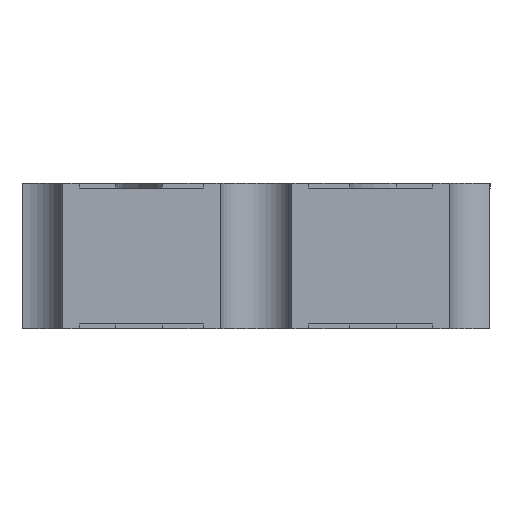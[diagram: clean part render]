
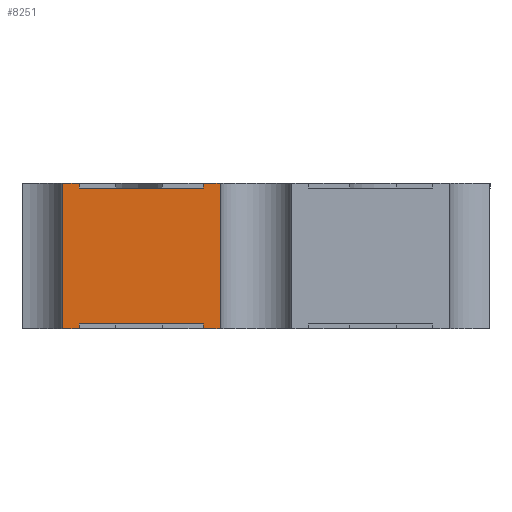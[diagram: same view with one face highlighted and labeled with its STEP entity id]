
A CAD part, left-side view. The second image highlights one B-rep face of the part: STEP entity #8251.
In plain terms, the highlighted planar face has unit normal (-1, 0, 0).
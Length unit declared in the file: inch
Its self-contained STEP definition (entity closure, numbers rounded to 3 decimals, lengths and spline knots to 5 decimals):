
#139 = VERTEX_POINT ( 'NONE', #8772 ) ;
#293 = DIRECTION ( 'NONE',  ( 0., 1., 0. ) ) ;
#370 = VECTOR ( 'NONE', #10113, 39.37008 ) ;
#378 = DIRECTION ( 'NONE',  ( 0., 1., 0. ) ) ;
#454 = CARTESIAN_POINT ( 'NONE',  ( -0.125, 0.0153, 0. ) ) ;
#536 = CARTESIAN_POINT ( 'NONE',  ( -0.125, 0.0225, 0.002 ) ) ;
#689 = DIRECTION ( 'NONE',  ( 0., 0., -1. ) ) ;
#907 = EDGE_CURVE ( 'NONE', #5126, #4503, #8497, .T. ) ;
#1273 = LINE ( 'NONE', #5763, #370 ) ;
#1460 = DIRECTION ( 'NONE',  ( 0., 0., 1. ) ) ;
#1530 = VECTOR ( 'NONE', #378, 39.37008 ) ;
#1767 = CARTESIAN_POINT ( 'NONE',  ( -0.125, 0.0153, 0.002 ) ) ;
#1808 = CARTESIAN_POINT ( 'NONE',  ( -0.125, 0.0153, 0. ) ) ;
#2012 = ORIENTED_EDGE ( 'NONE', *, *, #4583, .F. ) ;
#2046 = CARTESIAN_POINT ( 'NONE',  ( -0.125, 0.0225, 0.06 ) ) ;
#2050 = VERTEX_POINT ( 'NONE', #11623 ) ;
#2051 = VERTEX_POINT ( 'NONE', #3927 ) ;
#2102 = ORIENTED_EDGE ( 'NONE', *, *, #2965, .T. ) ;
#2203 = CARTESIAN_POINT ( 'NONE',  ( -0.125, 0.0225, 0.002 ) ) ;
#2361 = ORIENTED_EDGE ( 'NONE', *, *, #12161, .F. ) ;
#2402 = LINE ( 'NONE', #11034, #3882 ) ;
#2505 = CARTESIAN_POINT ( 'NONE',  ( -0.125, 0.0153, 0. ) ) ;
#2923 = VERTEX_POINT ( 'NONE', #9437 ) ;
#2965 = EDGE_CURVE ( 'NONE', #2051, #2050, #14173, .T. ) ;
#2970 = LINE ( 'NONE', #454, #14237 ) ;
#2997 = CARTESIAN_POINT ( 'NONE',  ( -0.125, -0.1025, 0.06 ) ) ;
#3517 = DIRECTION ( 'NONE',  ( 0., 0., -1. ) ) ;
#3760 = CARTESIAN_POINT ( 'NONE',  ( -0.125, 0.0153, 0.002 ) ) ;
#3882 = VECTOR ( 'NONE', #6819, 39.37008 ) ;
#3927 = CARTESIAN_POINT ( 'NONE',  ( -0.125, 0.0755, 0.062 ) ) ;
#4009 = ORIENTED_EDGE ( 'NONE', *, *, #13778, .T. ) ;
#4104 = VERTEX_POINT ( 'NONE', #10510 ) ;
#4180 = CARTESIAN_POINT ( 'NONE',  ( -0.125, 0.0225, 0. ) ) ;
#4463 = DIRECTION ( 'NONE',  ( 0., 0., 1. ) ) ;
#4503 = VERTEX_POINT ( 'NONE', #4180 ) ;
#4528 = VERTEX_POINT ( 'NONE', #8829 ) ;
#4583 = EDGE_CURVE ( 'NONE', #4104, #4528, #4605, .T. ) ;
#4605 = LINE ( 'NONE', #13461, #10353 ) ;
#4666 = VERTEX_POINT ( 'NONE', #5037 ) ;
#4914 = VECTOR ( 'NONE', #689, 39.37008 ) ;
#5037 = CARTESIAN_POINT ( 'NONE',  ( -0.125, 0.0755, 0.06 ) ) ;
#5126 = VERTEX_POINT ( 'NONE', #2203 ) ;
#5140 = EDGE_CURVE ( 'NONE', #4104, #5126, #2402, .T. ) ;
#5168 = DIRECTION ( 'NONE',  ( 0., 1., 0. ) ) ;
#5763 = CARTESIAN_POINT ( 'NONE',  ( -0.125, 0.08266, 0.002 ) ) ;
#6015 = FACE_OUTER_BOUND ( 'NONE', #9576, .T. ) ;
#6023 = CARTESIAN_POINT ( 'NONE',  ( -0.125, 0.0225, 0.062 ) ) ;
#6159 = EDGE_CURVE ( 'NONE', #4503, #11595, #2970, .T. ) ;
#6591 = ORIENTED_EDGE ( 'NONE', *, *, #8035, .T. ) ;
#6661 = EDGE_CURVE ( 'NONE', #12542, #13052, #6918, .T. ) ;
#6819 = DIRECTION ( 'NONE',  ( 0., -1., 0. ) ) ;
#6826 = ORIENTED_EDGE ( 'NONE', *, *, #907, .T. ) ;
#6863 = ORIENTED_EDGE ( 'NONE', *, *, #13301, .T. ) ;
#6918 = LINE ( 'NONE', #11337, #13755 ) ;
#7038 = EDGE_CURVE ( 'NONE', #4666, #2051, #13727, .T. ) ;
#7049 = CARTESIAN_POINT ( 'NONE',  ( -0.125, -0.1025, 0.062 ) ) ;
#7352 = DIRECTION ( 'NONE',  ( 0., 0., -1. ) ) ;
#7707 = VECTOR ( 'NONE', #5168, 39.37008 ) ;
#7717 = EDGE_CURVE ( 'NONE', #139, #13052, #8427, .T. ) ;
#8035 = EDGE_CURVE ( 'NONE', #2050, #2923, #1273, .T. ) ;
#8251 = ADVANCED_FACE ( 'NONE', ( #6015 ), #11596, .F. ) ;
#8374 = VECTOR ( 'NONE', #13405, 39.37008 ) ;
#8427 = LINE ( 'NONE', #7049, #1530 ) ;
#8497 = LINE ( 'NONE', #536, #4914 ) ;
#8506 = ORIENTED_EDGE ( 'NONE', *, *, #6159, .T. ) ;
#8772 = CARTESIAN_POINT ( 'NONE',  ( -0.125, 0.0153, 0.062 ) ) ;
#8829 = CARTESIAN_POINT ( 'NONE',  ( -0.125, 0.0755, 0. ) ) ;
#9202 = DIRECTION ( 'NONE',  ( 1., 0., 0. ) ) ;
#9437 = CARTESIAN_POINT ( 'NONE',  ( -0.125, 0.08266, 0. ) ) ;
#9576 = EDGE_LOOP ( 'NONE', ( #9847, #4009, #14147, #2102, #6591, #6863, #2012, #13146, #6826, #8506, #2361, #12472 ) ) ;
#9591 = DIRECTION ( 'NONE',  ( 0., 1., 0. ) ) ;
#9811 = LINE ( 'NONE', #2997, #11615 ) ;
#9847 = ORIENTED_EDGE ( 'NONE', *, *, #6661, .F. ) ;
#9982 = LINE ( 'NONE', #2505, #8374 ) ;
#10113 = DIRECTION ( 'NONE',  ( 0., 0., -1. ) ) ;
#10353 = VECTOR ( 'NONE', #3517, 39.37008 ) ;
#10510 = CARTESIAN_POINT ( 'NONE',  ( -0.125, 0.0755, 0.002 ) ) ;
#10740 = VECTOR ( 'NONE', #1460, 39.37008 ) ;
#11034 = CARTESIAN_POINT ( 'NONE',  ( -0.125, 0.0225, 0.002 ) ) ;
#11337 = CARTESIAN_POINT ( 'NONE',  ( -0.125, 0.0225, 0.06 ) ) ;
#11390 = CARTESIAN_POINT ( 'NONE',  ( -0.125, 0.0755, 0.06 ) ) ;
#11595 = VERTEX_POINT ( 'NONE', #1808 ) ;
#11596 = PLANE ( 'NONE',  #13122 ) ;
#11615 = VECTOR ( 'NONE', #9591, 39.37008 ) ;
#11623 = CARTESIAN_POINT ( 'NONE',  ( -0.125, 0.08266, 0.062 ) ) ;
#11695 = LINE ( 'NONE', #1767, #13726 ) ;
#12161 = EDGE_CURVE ( 'NONE', #139, #11595, #11695, .T. ) ;
#12422 = DIRECTION ( 'NONE',  ( 0., -1., 0. ) ) ;
#12472 = ORIENTED_EDGE ( 'NONE', *, *, #7717, .T. ) ;
#12542 = VERTEX_POINT ( 'NONE', #2046 ) ;
#12866 = CARTESIAN_POINT ( 'NONE',  ( -0.125, -0.1025, 0.062 ) ) ;
#13052 = VERTEX_POINT ( 'NONE', #6023 ) ;
#13122 = AXIS2_PLACEMENT_3D ( 'NONE', #3760, #9202, #293 ) ;
#13146 = ORIENTED_EDGE ( 'NONE', *, *, #5140, .T. ) ;
#13301 = EDGE_CURVE ( 'NONE', #2923, #4528, #9982, .T. ) ;
#13405 = DIRECTION ( 'NONE',  ( 0., -1., 0. ) ) ;
#13461 = CARTESIAN_POINT ( 'NONE',  ( -0.125, 0.0755, 0.002 ) ) ;
#13726 = VECTOR ( 'NONE', #7352, 39.37008 ) ;
#13727 = LINE ( 'NONE', #11390, #10740 ) ;
#13755 = VECTOR ( 'NONE', #4463, 39.37008 ) ;
#13778 = EDGE_CURVE ( 'NONE', #12542, #4666, #9811, .T. ) ;
#14147 = ORIENTED_EDGE ( 'NONE', *, *, #7038, .T. ) ;
#14173 = LINE ( 'NONE', #12866, #7707 ) ;
#14237 = VECTOR ( 'NONE', #12422, 39.37008 ) ;
